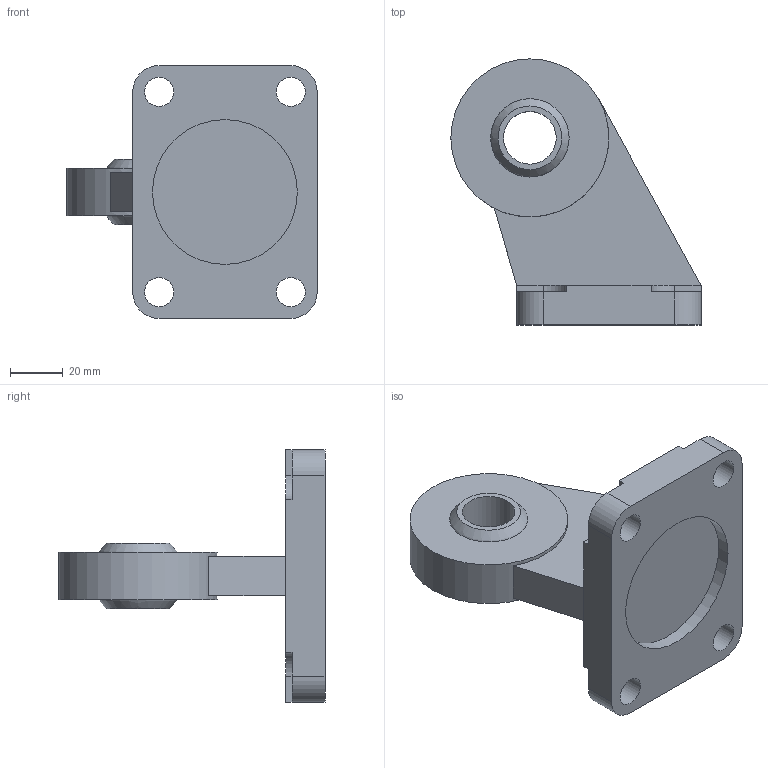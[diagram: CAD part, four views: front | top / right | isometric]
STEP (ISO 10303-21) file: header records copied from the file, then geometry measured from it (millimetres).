
FILE_DESCRIPTION( ( 'STEP AP214' ), '1' );
FILE_NAME( 'Square Joint With Spherical Head DIN 648 K ARS100S(00S).stp', '2020-05-12T09:05:15', ( 'License CC BY-ND 4.0' ), ( 'CADENAS' ), ' ', 'PARTsolutions', ' ' );
FILE_SCHEMA( ( 'AUTOMOTIVE_DESIGN { 1 0 10303 214 1 1 1 1 }' ) );
Length unit declared in the file: millimetre
Products named in the file (3): Square Joint With Spherical Head DIN 648 K ARS100S(00S); _Square joint with spherical head din 648 K_1_ARS100S; _Square joint with spherical head din 648 K_2_ARS100S
Assembly tree (2 placements, depth 2):
  Square Joint With Spherical Head DIN 648 K ARS100S(00S)
    _Square joint with spherical head din 648 K_1_ARS100S
    _Square joint with spherical head din 648 K_2_ARS100S
Bounding box: 95 x 101 x 96 mm (x, y, z)
Volume: 161799.2 mm3; surface area: 38181.6 mm2
Topology: 2 solids, 2 shells, 45 faces, 118 edges, 78 vertices
Faces by surface type: plane 28, cylinder 15, sphere 2
Full cylindrical faces by diameter (mm): 11 x4, 20 x1, 55 x1, 60 x1
Entity records: 1744 total; most frequent: DIRECTION 236, CARTESIAN_POINT 226, ORIENTED_EDGE 208, EDGE_CURVE 104, AXIS2_PLACEMENT_3D 84, VERTEX_POINT 74, EDGE_LOOP 68, LINE 68
